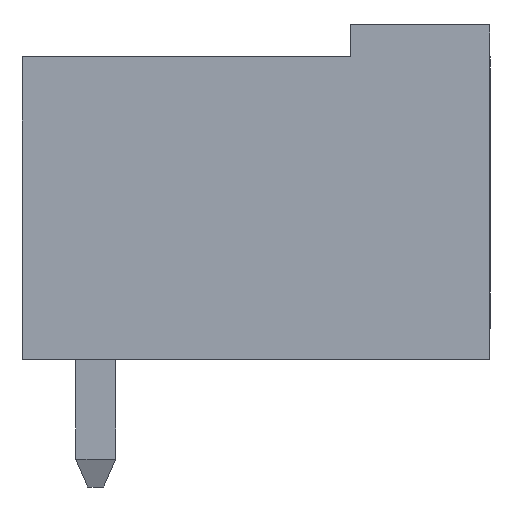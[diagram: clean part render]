
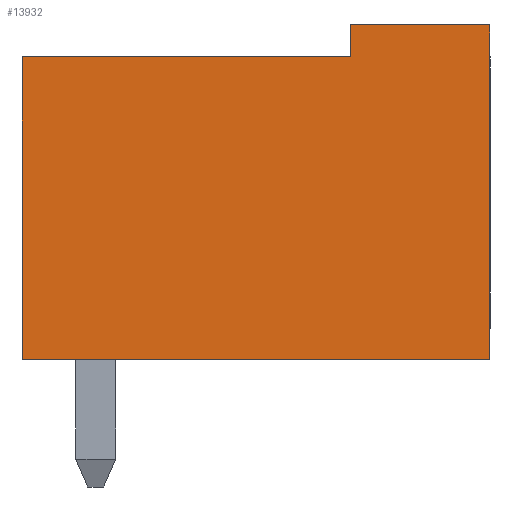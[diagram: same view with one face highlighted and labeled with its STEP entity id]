
A CAD part, left-side view. The second image highlights one B-rep face of the part: STEP entity #13932.
In plain terms, the highlighted planar face has unit normal (-1, 0, 0).
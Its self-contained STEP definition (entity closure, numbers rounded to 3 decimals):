
#13922=AXIS2_PLACEMENT_3D('Plane Axis2P3D',#13919,#13920,#13921) ;
#385=CARTESIAN_POINT('Vertex',(0.,0.,11.6)) ;
#388=CARTESIAN_POINT('Line Origine',(0.,0.,7.4)) ;
#392=CARTESIAN_POINT('Vertex',(0.,0.,3.2)) ;
#1879=CARTESIAN_POINT('Vertex',(0.,3.5,11.6)) ;
#1882=CARTESIAN_POINT('Line Origine',(0.,1.75,11.6)) ;
#2389=CARTESIAN_POINT('Vertex',(0.,11.75,10.8)) ;
#2392=CARTESIAN_POINT('Line Origine',(0.,7.625,10.8)) ;
#2396=CARTESIAN_POINT('Vertex',(0.,3.5,10.8)) ;
#3417=CARTESIAN_POINT('Vertex',(0.,11.75,3.2)) ;
#3420=CARTESIAN_POINT('Line Origine',(0.,11.75,7.)) ;
#3879=CARTESIAN_POINT('Line Origine',(0.,5.875,3.2)) ;
#13626=CARTESIAN_POINT('Line Origine',(0.,3.5,11.2)) ;
#13919=CARTESIAN_POINT('Axis2P3D Location',(0.,0.,0.)) ;
#389=DIRECTION('Vector Direction',(0.,0.,-1.)) ;
#1883=DIRECTION('Vector Direction',(0.,-1.,0.)) ;
#2393=DIRECTION('Vector Direction',(0.,-1.,0.)) ;
#3421=DIRECTION('Vector Direction',(0.,0.,1.)) ;
#3880=DIRECTION('Vector Direction',(0.,1.,0.)) ;
#13627=DIRECTION('Vector Direction',(0.,0.,1.)) ;
#13920=DIRECTION('Axis2P3D Direction',(-1.,0.,0.)) ;
#13921=DIRECTION('Axis2P3D XDirection',(0.,-1.,0.)) ;
#390=VECTOR('Line Direction',#389,1.) ;
#1884=VECTOR('Line Direction',#1883,1.) ;
#2394=VECTOR('Line Direction',#2393,1.) ;
#3422=VECTOR('Line Direction',#3421,1.) ;
#3881=VECTOR('Line Direction',#3880,1.) ;
#13628=VECTOR('Line Direction',#13627,1.) ;
#13925=ORIENTED_EDGE('',*,*,#13630,.T.) ;
#13926=ORIENTED_EDGE('',*,*,#2398,.T.) ;
#13927=ORIENTED_EDGE('',*,*,#3424,.T.) ;
#13928=ORIENTED_EDGE('',*,*,#3883,.T.) ;
#13929=ORIENTED_EDGE('',*,*,#394,.T.) ;
#13930=ORIENTED_EDGE('',*,*,#1886,.T.) ;
#13932=ADVANCED_FACE('HOUSING',(#13931),#13923,.T.) ;
#394=EDGE_CURVE('',#393,#386,#391,.F.) ;
#1886=EDGE_CURVE('',#386,#1880,#1885,.F.) ;
#2398=EDGE_CURVE('',#2397,#2390,#2395,.F.) ;
#3424=EDGE_CURVE('',#2390,#3418,#3423,.F.) ;
#3883=EDGE_CURVE('',#3418,#393,#3882,.F.) ;
#13630=EDGE_CURVE('',#1880,#2397,#13629,.F.) ;
#13924=EDGE_LOOP('',(#13925,#13926,#13927,#13928,#13929,#13930)) ;
#13931=FACE_OUTER_BOUND('',#13924,.T.) ;
#391=LINE('Line',#388,#390) ;
#1885=LINE('Line',#1882,#1884) ;
#2395=LINE('Line',#2392,#2394) ;
#3423=LINE('Line',#3420,#3422) ;
#3882=LINE('Line',#3879,#3881) ;
#13629=LINE('Line',#13626,#13628) ;
#13923=PLANE('',#13922) ;
#386=VERTEX_POINT('',#385) ;
#393=VERTEX_POINT('',#392) ;
#1880=VERTEX_POINT('',#1879) ;
#2390=VERTEX_POINT('',#2389) ;
#2397=VERTEX_POINT('',#2396) ;
#3418=VERTEX_POINT('',#3417) ;
